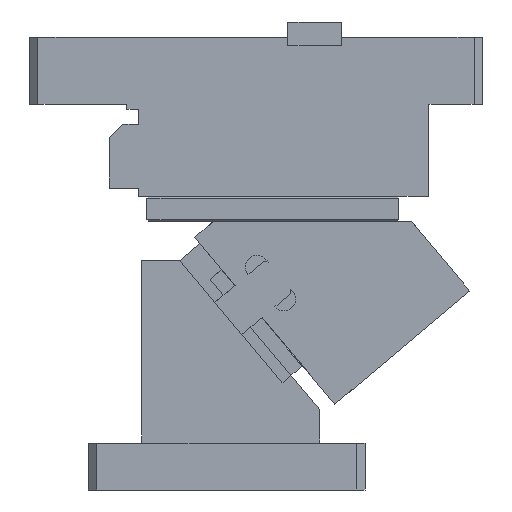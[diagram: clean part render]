
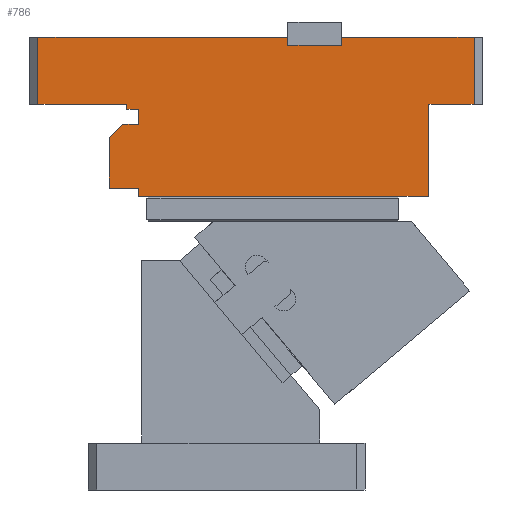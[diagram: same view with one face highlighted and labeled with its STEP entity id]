
A CAD part, front view. The second image highlights one B-rep face of the part: STEP entity #786.
In plain terms, the highlighted planar face has unit normal (0, -1, 0).
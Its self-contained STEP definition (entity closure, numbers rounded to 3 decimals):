
#120=CARTESIAN_POINT('Vertex',(23.,0.,230.)) ;
#123=CARTESIAN_POINT('Line Origine',(-3.5,0.,230.)) ;
#127=CARTESIAN_POINT('Vertex',(-30.,0.,230.)) ;
#318=CARTESIAN_POINT('Vertex',(119.,0.,270.)) ;
#321=CARTESIAN_POINT('Line Origine',(119.,0.,267.5)) ;
#325=CARTESIAN_POINT('Vertex',(119.,0.,265.)) ;
#617=CARTESIAN_POINT('Line Origine',(-30.,0.,250.)) ;
#621=CARTESIAN_POINT('Vertex',(-30.,0.,270.)) ;
#636=CARTESIAN_POINT('Axis2P3D Location',(28.,0.,222.)) ;
#641=CARTESIAN_POINT('Line Origine',(204.,0.,230.)) ;
#645=CARTESIAN_POINT('Vertex',(205.,0.,230.)) ;
#647=CARTESIAN_POINT('Vertex',(203.,0.,230.)) ;
#650=CARTESIAN_POINT('Line Origine',(217.5,0.,230.)) ;
#654=CARTESIAN_POINT('Vertex',(230.,0.,230.)) ;
#657=CARTESIAN_POINT('Line Origine',(230.,0.,250.)) ;
#661=CARTESIAN_POINT('Vertex',(230.,0.,270.)) ;
#664=CARTESIAN_POINT('Line Origine',(190.5,0.,270.)) ;
#668=CARTESIAN_POINT('Vertex',(151.,0.,270.)) ;
#671=CARTESIAN_POINT('Line Origine',(151.,0.,267.5)) ;
#675=CARTESIAN_POINT('Vertex',(151.,0.,265.)) ;
#678=CARTESIAN_POINT('Line Origine',(135.,0.,265.)) ;
#683=CARTESIAN_POINT('Line Origine',(44.5,0.,270.)) ;
#688=CARTESIAN_POINT('Line Origine',(23.,0.,228.5)) ;
#692=CARTESIAN_POINT('Vertex',(23.,0.,227.)) ;
#695=CARTESIAN_POINT('Line Origine',(26.5,0.,227.)) ;
#699=CARTESIAN_POINT('Vertex',(30.,0.,227.)) ;
#702=CARTESIAN_POINT('Line Origine',(30.,0.,222.5)) ;
#706=CARTESIAN_POINT('Vertex',(30.,0.,218.)) ;
#709=CARTESIAN_POINT('Line Origine',(25.25,0.,218.)) ;
#713=CARTESIAN_POINT('Vertex',(20.5,0.,218.)) ;
#716=CARTESIAN_POINT('Line Origine',(16.5,0.,214.)) ;
#720=CARTESIAN_POINT('Vertex',(12.5,0.,210.)) ;
#723=CARTESIAN_POINT('Line Origine',(12.5,0.,195.)) ;
#727=CARTESIAN_POINT('Vertex',(12.5,0.,180.)) ;
#730=CARTESIAN_POINT('Line Origine',(21.25,0.,180.)) ;
#734=CARTESIAN_POINT('Vertex',(30.,0.,180.)) ;
#737=CARTESIAN_POINT('Line Origine',(30.,0.,177.5)) ;
#741=CARTESIAN_POINT('Vertex',(30.,0.,175.)) ;
#744=CARTESIAN_POINT('Line Origine',(110.,0.,175.)) ;
#748=CARTESIAN_POINT('Vertex',(190.,0.,175.)) ;
#751=CARTESIAN_POINT('Line Origine',(196.5,0.,175.)) ;
#755=CARTESIAN_POINT('Vertex',(203.,0.,175.)) ;
#758=CARTESIAN_POINT('Line Origine',(203.,0.,202.5)) ;
#124=DIRECTION('Vector Direction',(1.,0.,0.)) ;
#322=DIRECTION('Vector Direction',(0.,0.,1.)) ;
#618=DIRECTION('Vector Direction',(0.,0.,-1.)) ;
#637=DIRECTION('Axis2P3D Direction',(0.,-1.,0.)) ;
#638=DIRECTION('Axis2P3D XDirection',(0.,0.,-1.)) ;
#642=DIRECTION('Vector Direction',(-1.,0.,0.)) ;
#651=DIRECTION('Vector Direction',(-1.,0.,0.)) ;
#658=DIRECTION('Vector Direction',(0.,0.,-1.)) ;
#665=DIRECTION('Vector Direction',(1.,0.,0.)) ;
#672=DIRECTION('Vector Direction',(0.,0.,1.)) ;
#679=DIRECTION('Vector Direction',(-1.,0.,0.)) ;
#684=DIRECTION('Vector Direction',(1.,0.,0.)) ;
#689=DIRECTION('Vector Direction',(0.,0.,-1.)) ;
#696=DIRECTION('Vector Direction',(1.,0.,0.)) ;
#703=DIRECTION('Vector Direction',(0.,0.,1.)) ;
#710=DIRECTION('Vector Direction',(-1.,0.,0.)) ;
#717=DIRECTION('Vector Direction',(-0.707,0.,-0.707)) ;
#724=DIRECTION('Vector Direction',(0.,0.,1.)) ;
#731=DIRECTION('Vector Direction',(-1.,0.,0.)) ;
#738=DIRECTION('Vector Direction',(0.,0.,1.)) ;
#745=DIRECTION('Vector Direction',(-1.,0.,0.)) ;
#752=DIRECTION('Vector Direction',(1.,0.,0.)) ;
#759=DIRECTION('Vector Direction',(0.,0.,1.)) ;
#639=AXIS2_PLACEMENT_3D('Plane Axis2P3D',#636,#637,#638) ;
#764=ORIENTED_EDGE('',*,*,#649,.F.) ;
#765=ORIENTED_EDGE('',*,*,#656,.F.) ;
#766=ORIENTED_EDGE('',*,*,#663,.F.) ;
#767=ORIENTED_EDGE('',*,*,#670,.F.) ;
#768=ORIENTED_EDGE('',*,*,#677,.F.) ;
#769=ORIENTED_EDGE('',*,*,#682,.T.) ;
#770=ORIENTED_EDGE('',*,*,#327,.T.) ;
#771=ORIENTED_EDGE('',*,*,#687,.F.) ;
#772=ORIENTED_EDGE('',*,*,#623,.T.) ;
#773=ORIENTED_EDGE('',*,*,#129,.T.) ;
#774=ORIENTED_EDGE('',*,*,#694,.T.) ;
#775=ORIENTED_EDGE('',*,*,#701,.F.) ;
#776=ORIENTED_EDGE('',*,*,#708,.F.) ;
#777=ORIENTED_EDGE('',*,*,#715,.F.) ;
#778=ORIENTED_EDGE('',*,*,#722,.F.) ;
#779=ORIENTED_EDGE('',*,*,#729,.F.) ;
#780=ORIENTED_EDGE('',*,*,#736,.T.) ;
#781=ORIENTED_EDGE('',*,*,#743,.F.) ;
#782=ORIENTED_EDGE('',*,*,#750,.F.) ;
#783=ORIENTED_EDGE('',*,*,#757,.T.) ;
#784=ORIENTED_EDGE('',*,*,#762,.T.) ;
#125=VECTOR('Line Direction',#124,1.) ;
#323=VECTOR('Line Direction',#322,1.) ;
#619=VECTOR('Line Direction',#618,1.) ;
#643=VECTOR('Line Direction',#642,1.) ;
#652=VECTOR('Line Direction',#651,1.) ;
#659=VECTOR('Line Direction',#658,1.) ;
#666=VECTOR('Line Direction',#665,1.) ;
#673=VECTOR('Line Direction',#672,1.) ;
#680=VECTOR('Line Direction',#679,1.) ;
#685=VECTOR('Line Direction',#684,1.) ;
#690=VECTOR('Line Direction',#689,1.) ;
#697=VECTOR('Line Direction',#696,1.) ;
#704=VECTOR('Line Direction',#703,1.) ;
#711=VECTOR('Line Direction',#710,1.) ;
#718=VECTOR('Line Direction',#717,1.) ;
#725=VECTOR('Line Direction',#724,1.) ;
#732=VECTOR('Line Direction',#731,1.) ;
#739=VECTOR('Line Direction',#738,1.) ;
#746=VECTOR('Line Direction',#745,1.) ;
#753=VECTOR('Line Direction',#752,1.) ;
#760=VECTOR('Line Direction',#759,1.) ;
#786=ADVANCED_FACE('CAM HOLDER',(#785),#640,.T.) ;
#129=EDGE_CURVE('',#128,#121,#126,.T.) ;
#327=EDGE_CURVE('',#326,#319,#324,.T.) ;
#623=EDGE_CURVE('',#622,#128,#620,.T.) ;
#649=EDGE_CURVE('',#646,#648,#644,.T.) ;
#656=EDGE_CURVE('',#655,#646,#653,.T.) ;
#663=EDGE_CURVE('',#662,#655,#660,.T.) ;
#670=EDGE_CURVE('',#669,#662,#667,.T.) ;
#677=EDGE_CURVE('',#676,#669,#674,.T.) ;
#682=EDGE_CURVE('',#676,#326,#681,.T.) ;
#687=EDGE_CURVE('',#622,#319,#686,.T.) ;
#694=EDGE_CURVE('',#121,#693,#691,.T.) ;
#701=EDGE_CURVE('',#700,#693,#698,.F.) ;
#708=EDGE_CURVE('',#707,#700,#705,.T.) ;
#715=EDGE_CURVE('',#714,#707,#712,.F.) ;
#722=EDGE_CURVE('',#721,#714,#719,.F.) ;
#729=EDGE_CURVE('',#728,#721,#726,.T.) ;
#736=EDGE_CURVE('',#728,#735,#733,.F.) ;
#743=EDGE_CURVE('',#742,#735,#740,.T.) ;
#750=EDGE_CURVE('',#749,#742,#747,.T.) ;
#757=EDGE_CURVE('',#749,#756,#754,.T.) ;
#762=EDGE_CURVE('',#756,#648,#761,.T.) ;
#763=EDGE_LOOP('',(#764,#765,#766,#767,#768,#769,#770,#771,#772,#773,#774,#775,#776,#777,#778,#779,#780,#781,#782,#783,#784)) ;
#785=FACE_OUTER_BOUND('',#763,.T.) ;
#126=LINE('Line',#123,#125) ;
#324=LINE('Line',#321,#323) ;
#620=LINE('Line',#617,#619) ;
#644=LINE('Line',#641,#643) ;
#653=LINE('Line',#650,#652) ;
#660=LINE('Line',#657,#659) ;
#667=LINE('Line',#664,#666) ;
#674=LINE('Line',#671,#673) ;
#681=LINE('Line',#678,#680) ;
#686=LINE('Line',#683,#685) ;
#691=LINE('Line',#688,#690) ;
#698=LINE('Line',#695,#697) ;
#705=LINE('Line',#702,#704) ;
#712=LINE('Line',#709,#711) ;
#719=LINE('Line',#716,#718) ;
#726=LINE('Line',#723,#725) ;
#733=LINE('Line',#730,#732) ;
#740=LINE('Line',#737,#739) ;
#747=LINE('Line',#744,#746) ;
#754=LINE('Line',#751,#753) ;
#761=LINE('Line',#758,#760) ;
#640=PLANE('Plane',#639) ;
#121=VERTEX_POINT('',#120) ;
#128=VERTEX_POINT('',#127) ;
#319=VERTEX_POINT('',#318) ;
#326=VERTEX_POINT('',#325) ;
#622=VERTEX_POINT('',#621) ;
#646=VERTEX_POINT('',#645) ;
#648=VERTEX_POINT('',#647) ;
#655=VERTEX_POINT('',#654) ;
#662=VERTEX_POINT('',#661) ;
#669=VERTEX_POINT('',#668) ;
#676=VERTEX_POINT('',#675) ;
#693=VERTEX_POINT('',#692) ;
#700=VERTEX_POINT('',#699) ;
#707=VERTEX_POINT('',#706) ;
#714=VERTEX_POINT('',#713) ;
#721=VERTEX_POINT('',#720) ;
#728=VERTEX_POINT('',#727) ;
#735=VERTEX_POINT('',#734) ;
#742=VERTEX_POINT('',#741) ;
#749=VERTEX_POINT('',#748) ;
#756=VERTEX_POINT('',#755) ;
